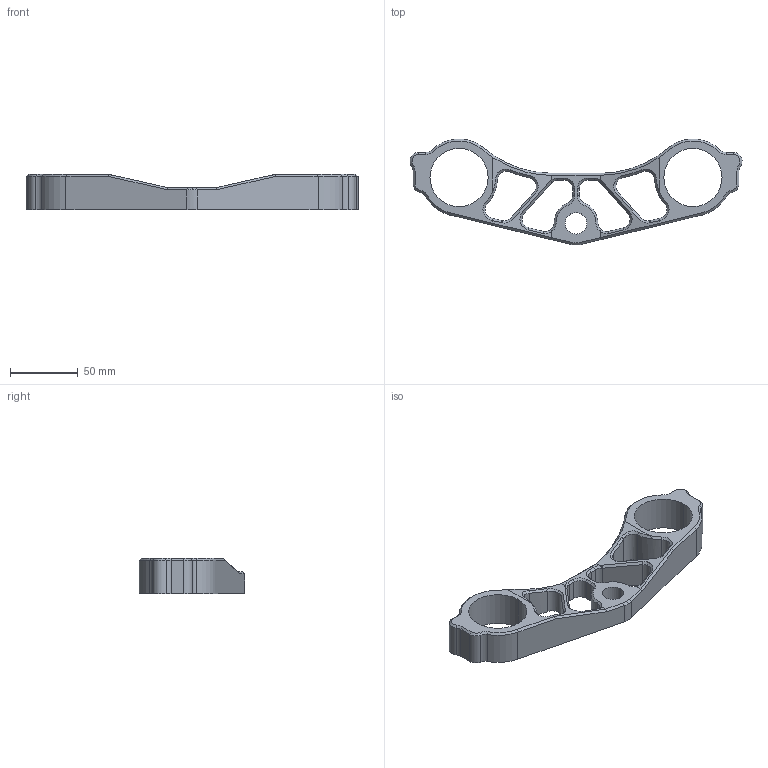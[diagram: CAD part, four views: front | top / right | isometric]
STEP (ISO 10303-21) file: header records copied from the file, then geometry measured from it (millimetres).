
FILE_DESCRIPTION (( 'STEP AP214' ), '1' );
FILE_NAME ('tijas sup honda rs.STEP', '2019-01-12T08:29:32', ( '' ), ( '' ), 'SwSTEP 2.0', 'SolidWorks 2016', '' );
FILE_SCHEMA (( 'AUTOMOTIVE_DESIGN' ));
Length unit declared in the file: millimetre
Products named in the file (1): tijas sup honda rs
Bounding box: 245.52 x 78.35 x 26 mm (x, y, z)
Volume: 122285.2 mm3; surface area: 40538 mm2
Topology: 1 solids, 1 shells, 178 faces, 480 edges, 300 vertices
Faces by surface type: cylinder 51, plane 50, bspline 43, cone 34
Entity records: 9071 total; most frequent: CARTESIAN_POINT 4828, ORIENTED_EDGE 960, DIRECTION 761, EDGE_CURVE 480, VERTEX_POINT 300, AXIS2_PLACEMENT_3D 261, VECTOR 239, LINE 239
